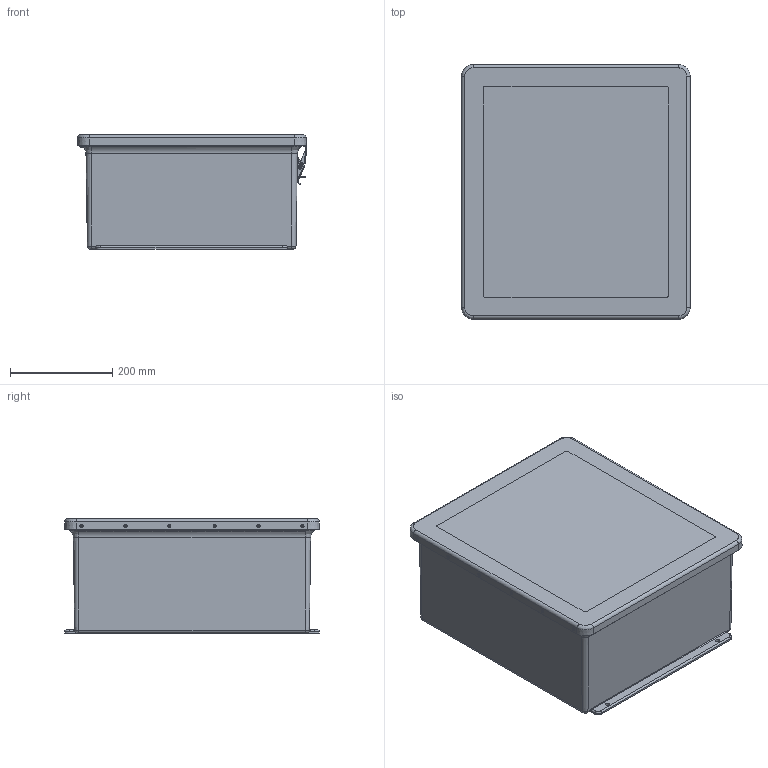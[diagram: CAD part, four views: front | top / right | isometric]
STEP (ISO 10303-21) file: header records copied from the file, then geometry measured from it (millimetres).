
FILE_DESCRIPTION (( 'STEP AP214' ), '1' );
FILE_NAME ('MW1816HPL.STEP', '2018-11-07T12:35:29', ( '' ), ( '' ), 'SwSTEP 2.0', 'SolidWorks 2018', '' );
FILE_SCHEMA (( 'AUTOMOTIVE_DESIGN' ));
Length unit declared in the file: inch
Products named in the file (1): MW1816HPL
Bounding box: 449.74 x 498.48 x 223.82 mm (x, y, z)
Volume: 4522576.2 mm3; surface area: 1804045.4 mm2
Topology: 43 solids, 43 shells, 1160 faces, 2955 edges, 1923 vertices
Faces by surface type: plane 524, cylinder 485, bspline 104, cone 43, torus 4
Full cylindrical faces by diameter (mm): 2.159 x71, 2.64 x8, 3.048 x2, 3.175 x20, 3.302 x4, 3.327 x12, 3.429 x18, 3.556 x24, 3.861 x5, 3.962 x7, 4.306 x4, 5.537 x4, 6.35 x12, 6.858 x4, 7.62 x4, 9.525 x2
Entity records: 54810 total; most frequent: CARTESIAN_POINT 11864, DIRECTION 5478, ORIENTED_EDGE 5364, EDGE_CURVE 2682, AXIS2_PLACEMENT_3D 2001, VERTEX_POINT 1886, EDGE_LOOP 1726, LINE 1476
